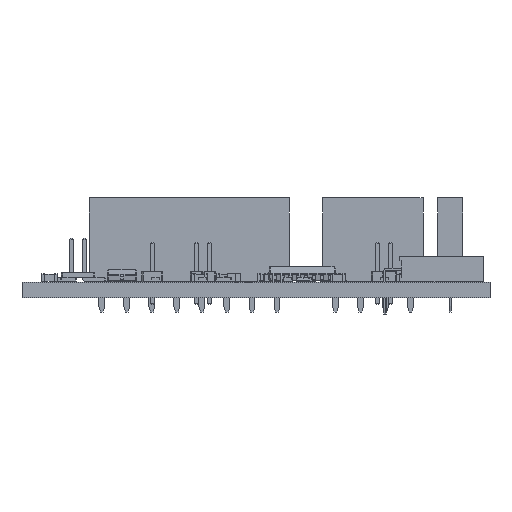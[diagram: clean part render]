
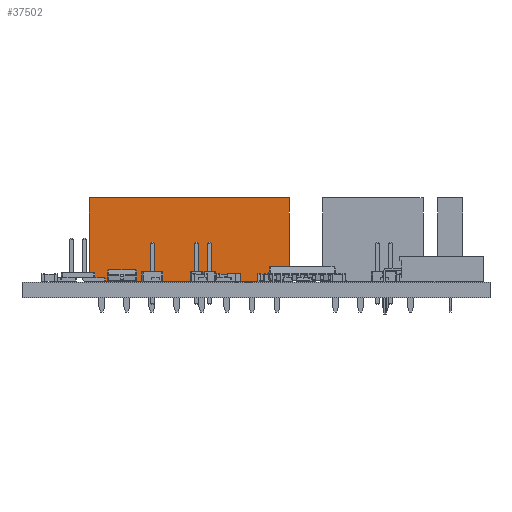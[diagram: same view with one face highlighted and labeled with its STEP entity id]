
A CAD part, front view. The second image highlights one B-rep face of the part: STEP entity #37502.
In plain terms, the highlighted face is planar.
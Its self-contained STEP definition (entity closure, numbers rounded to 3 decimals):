
#36479 = VERTEX_POINT('',#36480);
#36480 = CARTESIAN_POINT('',(-1.27,-19.05,0.));
#36488 = EDGE_CURVE('',#36479,#36489,#36491,.T.);
#36489 = VERTEX_POINT('',#36490);
#36490 = CARTESIAN_POINT('',(-1.27,-19.05,8.5));
#36491 = LINE('',#36492,#36493);
#36492 = CARTESIAN_POINT('',(-1.27,-19.05,0.));
#36493 = VECTOR('',#36494,1.);
#36494 = DIRECTION('',(0.,0.,1.));
#36551 = VERTEX_POINT('',#36552);
#36552 = CARTESIAN_POINT('',(-1.27,1.27,8.5));
#36558 = EDGE_CURVE('',#36559,#36551,#36561,.T.);
#36559 = VERTEX_POINT('',#36560);
#36560 = CARTESIAN_POINT('',(-1.27,1.27,0.));
#36561 = LINE('',#36562,#36563);
#36562 = CARTESIAN_POINT('',(-1.27,1.27,0.));
#36563 = VECTOR('',#36564,1.);
#36564 = DIRECTION('',(0.,0.,1.));
#36623 = EDGE_CURVE('',#36551,#36489,#36624,.T.);
#36624 = LINE('',#36625,#36626);
#36625 = CARTESIAN_POINT('',(-1.27,1.27,8.5));
#36626 = VECTOR('',#36627,1.);
#36627 = DIRECTION('',(0.,-1.,0.));
#36918 = EDGE_CURVE('',#36559,#36479,#36919,.T.);
#36919 = LINE('',#36920,#36921);
#36920 = CARTESIAN_POINT('',(-1.27,1.27,0.));
#36921 = VECTOR('',#36922,1.);
#36922 = DIRECTION('',(0.,-1.,0.));
#37502 = ADVANCED_FACE('',(#37503),#37509,.F.);
#37503 = FACE_BOUND('',#37504,.F.);
#37504 = EDGE_LOOP('',(#37505,#37506,#37507,#37508));
#37505 = ORIENTED_EDGE('',*,*,#36558,.T.);
#37506 = ORIENTED_EDGE('',*,*,#36623,.T.);
#37507 = ORIENTED_EDGE('',*,*,#36488,.F.);
#37508 = ORIENTED_EDGE('',*,*,#36918,.F.);
#37509 = PLANE('',#37510);
#37510 = AXIS2_PLACEMENT_3D('',#37511,#37512,#37513);
#37511 = CARTESIAN_POINT('',(-1.27,1.27,0.));
#37512 = DIRECTION('',(1.,0.,0.));
#37513 = DIRECTION('',(0.,-1.,0.));
